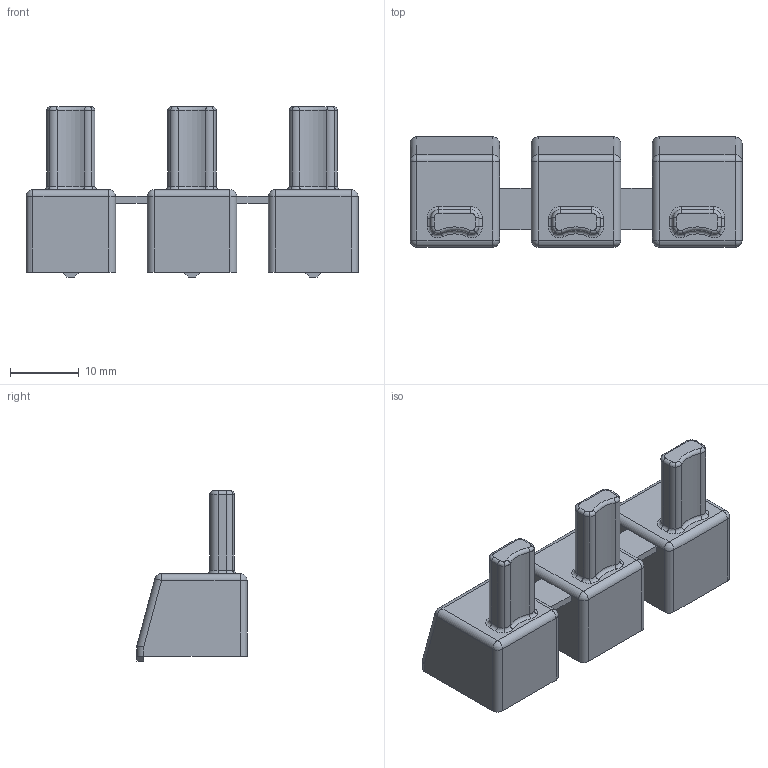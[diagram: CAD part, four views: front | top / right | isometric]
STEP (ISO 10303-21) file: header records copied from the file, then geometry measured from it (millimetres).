
FILE_DESCRIPTION((''),'2;1');
FILE_NAME('995-2-0091-00.stp','2008-08-04T14:11:13',('M.Hettich'),(''),'Autodesk Inventor 2008','Autodesk Inventor 2008','');
FILE_SCHEMA(('AUTOMOTIVE_DESIGN { 1 0 10303 214 1 1 1 1 }'));
Length unit declared in the file: millimetre
Products named in the file (1): 995-2-0091-00
Bounding box: 48.2 x 16 x 24.7 mm (x, y, z)
Volume: 2625.8 mm3; surface area: 5860 mm2
Topology: 1 solids, 1 shells, 257 faces, 628 edges, 364 vertices
Faces by surface type: cylinder 93, plane 83, torus 42, bspline 27, sphere 12
Entity records: 7949 total; most frequent: CARTESIAN_POINT 1874, DIRECTION 1369, ORIENTED_EDGE 1232, EDGE_CURVE 616, AXIS2_PLACEMENT_3D 528, VERTEX_POINT 364, VECTOR 313, LINE 313
